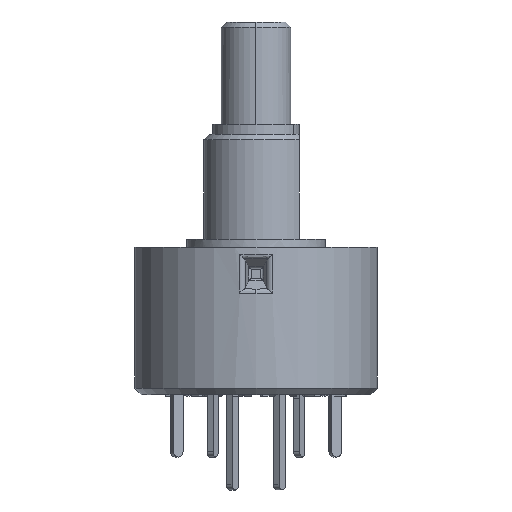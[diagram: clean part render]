
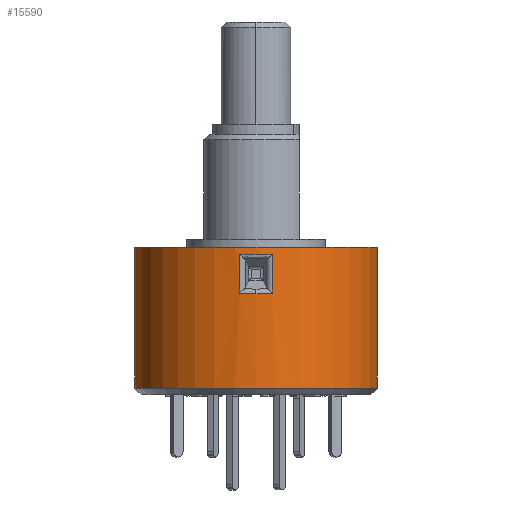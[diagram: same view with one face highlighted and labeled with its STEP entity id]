
A CAD part, left-side view. The second image highlights one B-rep face of the part: STEP entity #15590.
In plain terms, the highlighted cylindrical face has radius 7 mm (diameter 14 mm), a partial arc.
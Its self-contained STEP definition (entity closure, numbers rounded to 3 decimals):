
#812 = VERTEX_POINT ( 'NONE', #8303 ) ;
#1029 = VERTEX_POINT ( 'NONE', #12741 ) ;
#1045 =( BOUNDED_CURVE ( )  B_SPLINE_CURVE ( 3, ( #13954, #15108, #7630, #3771 ),
 .UNSPECIFIED., .F., .F. ) 
 B_SPLINE_CURVE_WITH_KNOTS ( ( 4, 4 ),
 ( 0., 0.134 ),
 .UNSPECIFIED. ) 
 CURVE ( )  GEOMETRIC_REPRESENTATION_ITEM ( )  RATIONAL_B_SPLINE_CURVE ( ( 1., 0.998, 0.998, 1. ) ) 
 REPRESENTATION_ITEM ( '' )  );
#1064 = CARTESIAN_POINT ( 'NONE',  ( -7., -0.314, -3.129 ) ) ;
#1171 = VERTEX_POINT ( 'NONE', #15032 ) ;
#1233 = CARTESIAN_POINT ( 'NONE',  ( -6.937, 0.938, -0.45 ) ) ;
#1380 = ORIENTED_EDGE ( 'NONE', *, *, #6995, .T. ) ;
#1464 = EDGE_CURVE ( 'NONE', #1171, #9324, #6210, .T. ) ;
#1702 = VECTOR ( 'NONE', #4907, 1000. ) ;
#1739 = CARTESIAN_POINT ( 'NONE',  ( -6.937, -0.938, -0.45 ) ) ;
#1911 = CARTESIAN_POINT ( 'NONE',  ( -6.937, 0.938, -0.888 ) ) ;
#1944 = CIRCLE ( 'NONE', #14034, 7. ) ;
#2445 = FACE_BOUND ( 'NONE', #2654, .T. ) ;
#2482 = EDGE_CURVE ( 'NONE', #8468, #3449, #11336, .T. ) ;
#2601 = DIRECTION ( 'NONE',  ( 0., 0., 1. ) ) ;
#2620 = CARTESIAN_POINT ( 'NONE',  ( 0., 0., -0.45 ) ) ;
#2654 = EDGE_LOOP ( 'NONE', ( #1380, #7966, #10424, #9426, #4398 ) ) ;
#2711 = DIRECTION ( 'NONE',  ( 0., -1., 0. ) ) ;
#2922 = EDGE_CURVE ( 'NONE', #1029, #3923, #13646, .T. ) ;
#2927 = DIRECTION ( 'NONE',  ( 0., 0., -1. ) ) ;
#3172 = CARTESIAN_POINT ( 'NONE',  ( 0., 7., -8.574 ) ) ;
#3449 = VERTEX_POINT ( 'NONE', #3172 ) ;
#3457 = LINE ( 'NONE', #1233, #1702 ) ;
#3488 = ORIENTED_EDGE ( 'NONE', *, *, #1464, .F. ) ;
#3525 = CARTESIAN_POINT ( 'NONE',  ( -6.979, -0.627, -3.117 ) ) ;
#3533 = LINE ( 'NONE', #1739, #13095 ) ;
#3771 = CARTESIAN_POINT ( 'NONE',  ( -6.937, 0.938, -3.094 ) ) ;
#3845 = EDGE_CURVE ( 'NONE', #8468, #1171, #7274, .T. ) ;
#3851 = CARTESIAN_POINT ( 'NONE',  ( 0., -7., -0.45 ) ) ;
#3923 = VERTEX_POINT ( 'NONE', #5321 ) ;
#4287 = VERTEX_POINT ( 'NONE', #9657 ) ;
#4398 = ORIENTED_EDGE ( 'NONE', *, *, #14551, .T. ) ;
#4572 = EDGE_CURVE ( 'NONE', #4287, #812, #1045, .T. ) ;
#4907 = DIRECTION ( 'NONE',  ( 0., 0., 1. ) ) ;
#5281 = DIRECTION ( 'NONE',  ( 0., 1., 0. ) ) ;
#5321 = CARTESIAN_POINT ( 'NONE',  ( -6.937, -0.938, -0.888 ) ) ;
#5999 = CARTESIAN_POINT ( 'NONE',  ( -6.937, -0.938, -3.094 ) ) ;
#6210 = LINE ( 'NONE', #3851, #14787 ) ;
#6594 = DIRECTION ( 'NONE',  ( 0., 0., -1. ) ) ;
#6702 = VERTEX_POINT ( 'NONE', #6814 ) ;
#6814 = CARTESIAN_POINT ( 'NONE',  ( -6.937, -0.938, -3.094 ) ) ;
#6845 = VECTOR ( 'NONE', #12208, 1000. ) ;
#6955 = CARTESIAN_POINT ( 'NONE',  ( -7.021, -0.315, -0.841 ) ) ;
#6995 = EDGE_CURVE ( 'NONE', #6702, #4287, #10851, .T. ) ;
#7274 = CIRCLE ( 'NONE', #10520, 7. ) ;
#7630 = CARTESIAN_POINT ( 'NONE',  ( -6.979, 0.627, -3.117 ) ) ;
#7966 = ORIENTED_EDGE ( 'NONE', *, *, #4572, .T. ) ;
#8167 = ORIENTED_EDGE ( 'NONE', *, *, #2482, .T. ) ;
#8303 = CARTESIAN_POINT ( 'NONE',  ( -6.937, 0.938, -3.094 ) ) ;
#8317 = CARTESIAN_POINT ( 'NONE',  ( -6.937, -0.938, -0.888 ) ) ;
#8468 = VERTEX_POINT ( 'NONE', #16112 ) ;
#9234 = ORIENTED_EDGE ( 'NONE', *, *, #14680, .T. ) ;
#9324 = VERTEX_POINT ( 'NONE', #10416 ) ;
#9426 = ORIENTED_EDGE ( 'NONE', *, *, #2922, .T. ) ;
#9515 = CYLINDRICAL_SURFACE ( 'NONE', #10211, 7. ) ;
#9657 = CARTESIAN_POINT ( 'NONE',  ( -7., 0., -3.129 ) ) ;
#10181 = CARTESIAN_POINT ( 'NONE',  ( 0., 0., -0.45 ) ) ;
#10211 = AXIS2_PLACEMENT_3D ( 'NONE', #2620, #6594, #5281 ) ;
#10416 = CARTESIAN_POINT ( 'NONE',  ( 0., -7., -8.574 ) ) ;
#10424 = ORIENTED_EDGE ( 'NONE', *, *, #15443, .T. ) ;
#10520 = AXIS2_PLACEMENT_3D ( 'NONE', #10181, #2601, #2711 ) ;
#10851 =( BOUNDED_CURVE ( )  B_SPLINE_CURVE ( 3, ( #5999, #3525, #1064, #12248 ),
 .UNSPECIFIED., .F., .T. ) 
 B_SPLINE_CURVE_WITH_KNOTS ( ( 4, 4 ),
 ( 6.149, 6.283 ),
 .UNSPECIFIED. ) 
 CURVE ( )  GEOMETRIC_REPRESENTATION_ITEM ( )  RATIONAL_B_SPLINE_CURVE ( ( 1., 0.998, 0.998, 1. ) ) 
 REPRESENTATION_ITEM ( '' )  );
#10924 = CARTESIAN_POINT ( 'NONE',  ( 0., 0., -8.574 ) ) ;
#11130 = EDGE_LOOP ( 'NONE', ( #3488, #15274, #8167, #9234 ) ) ;
#11336 = LINE ( 'NONE', #13372, #6845 ) ;
#12208 = DIRECTION ( 'NONE',  ( 0., 0., -1. ) ) ;
#12248 = CARTESIAN_POINT ( 'NONE',  ( -7., 0., -3.129 ) ) ;
#12741 = CARTESIAN_POINT ( 'NONE',  ( -6.937, 0.938, -0.888 ) ) ;
#13013 = FACE_OUTER_BOUND ( 'NONE', #11130, .T. ) ;
#13095 = VECTOR ( 'NONE', #2927, 1000. ) ;
#13372 = CARTESIAN_POINT ( 'NONE',  ( 0., 7., -0.45 ) ) ;
#13646 =( BOUNDED_CURVE ( )  B_SPLINE_CURVE ( 3, ( #1911, #15627, #6955, #8317 ),
 .UNSPECIFIED., .F., .F. ) 
 B_SPLINE_CURVE_WITH_KNOTS ( ( 4, 4 ),
 ( 3.007, 3.276 ),
 .UNSPECIFIED. ) 
 CURVE ( )  GEOMETRIC_REPRESENTATION_ITEM ( )  RATIONAL_B_SPLINE_CURVE ( ( 1., 0.994, 0.994, 1. ) ) 
 REPRESENTATION_ITEM ( '' )  );
#13954 = CARTESIAN_POINT ( 'NONE',  ( -7., 0., -3.129 ) ) ;
#14034 = AXIS2_PLACEMENT_3D ( 'NONE', #10924, #14698, #15937 ) ;
#14551 = EDGE_CURVE ( 'NONE', #3923, #6702, #3533, .T. ) ;
#14680 = EDGE_CURVE ( 'NONE', #3449, #9324, #1944, .T. ) ;
#14698 = DIRECTION ( 'NONE',  ( 0., 0., 1. ) ) ;
#14787 = VECTOR ( 'NONE', #16173, 1000. ) ;
#15032 = CARTESIAN_POINT ( 'NONE',  ( 0., -7., -0.45 ) ) ;
#15108 = CARTESIAN_POINT ( 'NONE',  ( -7., 0.314, -3.129 ) ) ;
#15274 = ORIENTED_EDGE ( 'NONE', *, *, #3845, .F. ) ;
#15443 = EDGE_CURVE ( 'NONE', #812, #1029, #3457, .T. ) ;
#15590 = ADVANCED_FACE ( 'NONE', ( #13013, #2445 ), #9515, .T. ) ;
#15627 = CARTESIAN_POINT ( 'NONE',  ( -7.021, 0.315, -0.841 ) ) ;
#15937 = DIRECTION ( 'NONE',  ( 0., -1., 0. ) ) ;
#16112 = CARTESIAN_POINT ( 'NONE',  ( 0., 7., -0.45 ) ) ;
#16173 = DIRECTION ( 'NONE',  ( 0., 0., -1. ) ) ;
